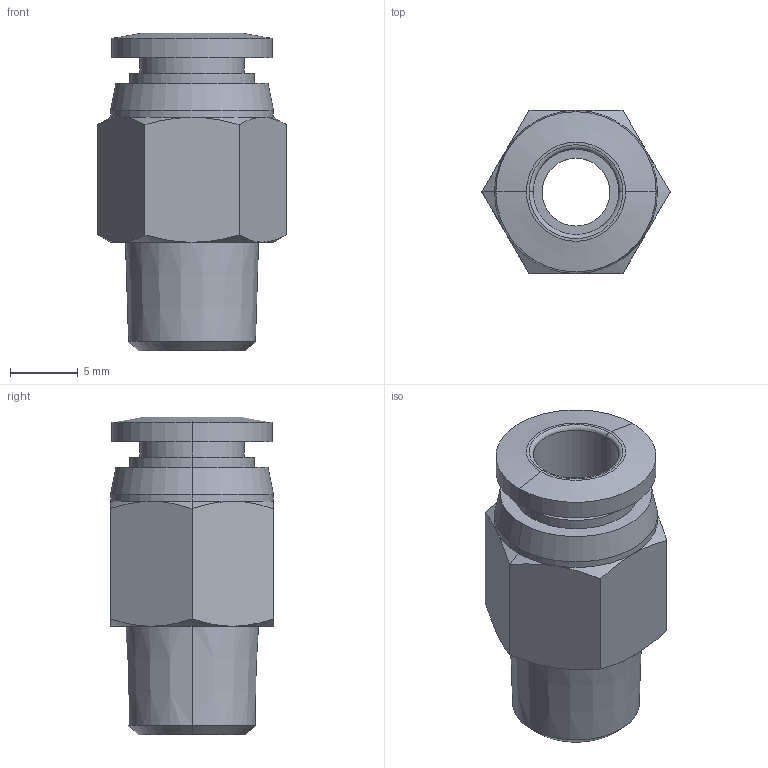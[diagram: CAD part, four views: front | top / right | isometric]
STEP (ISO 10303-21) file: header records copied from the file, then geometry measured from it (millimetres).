
FILE_DESCRIPTION (( 'STEP AP214' ), '1' );
FILE_NAME ('MS6M-18R.step', '2016-02-24T20:44:25', ( '' ), ( '' ), 'SwSTEP 2.0', 'SolidWorks 2015', '' );
FILE_SCHEMA (( 'AUTOMOTIVE_DESIGN' ));
Length unit declared in the file: inch
Products named in the file (1): MS6M-18R
Bounding box: 13.86 x 12 x 23.4 mm (x, y, z)
Volume: 1614.5 mm3; surface area: 1540 mm2
Topology: 1 solids, 1 shells, 49 faces, 103 edges, 61 vertices
Faces by surface type: cone 22, plane 13, cylinder 12, torus 2
Entity records: 2085 total; most frequent: CARTESIAN_POINT 368, DIRECTION 226, ORIENTED_EDGE 206, EDGE_CURVE 103, AXIS2_PLACEMENT_3D 99, VERTEX_POINT 61, EDGE_LOOP 56, UNCERTAINTY_MEASURE_WITH_UNIT 52
